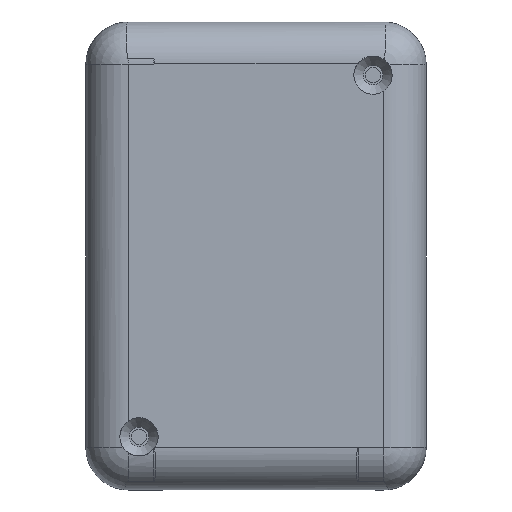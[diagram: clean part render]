
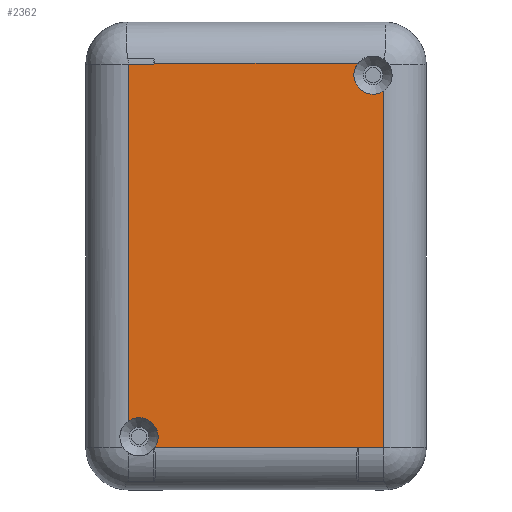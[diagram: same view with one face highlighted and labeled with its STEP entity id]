
A CAD part, front view. The second image highlights one B-rep face of the part: STEP entity #2362.
In plain terms, the highlighted face is planar.
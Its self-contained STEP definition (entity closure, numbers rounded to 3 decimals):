
#43=B_SPLINE_CURVE_WITH_KNOTS($,3,(#3813,#3814,#3815,#3816,#3817),
 .UNSPECIFIED.,.F.,.F.,(4,1,4),(0.,0.5,1.),.UNSPECIFIED.);
#172=LINE($,#3799,#334);
#173=LINE($,#3801,#335);
#174=LINE($,#3803,#336);
#175=LINE($,#3805,#337);
#176=LINE($,#3809,#338);
#177=LINE($,#3811,#339);
#178=LINE($,#3819,#340);
#179=LINE($,#3821,#341);
#334=VECTOR($,#3099,30.33);
#335=VECTOR($,#3100,0.07);
#336=VECTOR($,#3101,3.81);
#337=VECTOR($,#3102,53.187);
#338=VECTOR($,#3105,0.09);
#339=VECTOR($,#3106,30.239);
#340=VECTOR($,#3107,3.81);
#341=VECTOR($,#3108,53.187);
#430=PLANE($,#2579);
#551=FACE_OUTER_BOUND($,#708,.T.);
#708=EDGE_LOOP($,(#1784,#1785,#1786,#1787,#1788,#1789,#1790,#1791,#1792,
#1793,#1794));
#866=CIRCLE($,#2580,2.858);
#867=CIRCLE($,#2581,2.858);
#1043=VERTEX_POINT($,#3797);
#1044=VERTEX_POINT($,#3798);
#1045=VERTEX_POINT($,#3800);
#1046=VERTEX_POINT($,#3802);
#1047=VERTEX_POINT($,#3804);
#1048=VERTEX_POINT($,#3806);
#1049=VERTEX_POINT($,#3808);
#1050=VERTEX_POINT($,#3810);
#1051=VERTEX_POINT($,#3812);
#1052=VERTEX_POINT($,#3818);
#1053=VERTEX_POINT($,#3820);
#1307=EDGE_CURVE($,#1043,#1044,#172,.T.);
#1308=EDGE_CURVE($,#1045,#1043,#173,.T.);
#1309=EDGE_CURVE($,#1046,#1045,#174,.T.);
#1310=EDGE_CURVE($,#1047,#1046,#175,.T.);
#1311=EDGE_CURVE($,#1047,#1048,#866,.T.);
#1312=EDGE_CURVE($,#1048,#1049,#176,.T.);
#1313=EDGE_CURVE($,#1049,#1050,#177,.T.);
#1314=EDGE_CURVE($,#1051,#1050,#43,.T.);
#1315=EDGE_CURVE($,#1052,#1051,#178,.T.);
#1316=EDGE_CURVE($,#1053,#1052,#179,.T.);
#1317=EDGE_CURVE($,#1053,#1044,#867,.T.);
#1784=ORIENTED_EDGE($,*,*,#1307,.F.);
#1785=ORIENTED_EDGE($,*,*,#1308,.F.);
#1786=ORIENTED_EDGE($,*,*,#1309,.F.);
#1787=ORIENTED_EDGE($,*,*,#1310,.F.);
#1788=ORIENTED_EDGE($,*,*,#1311,.T.);
#1789=ORIENTED_EDGE($,*,*,#1312,.T.);
#1790=ORIENTED_EDGE($,*,*,#1313,.T.);
#1791=ORIENTED_EDGE($,*,*,#1314,.F.);
#1792=ORIENTED_EDGE($,*,*,#1315,.F.);
#1793=ORIENTED_EDGE($,*,*,#1316,.F.);
#1794=ORIENTED_EDGE($,*,*,#1317,.T.);
#2362=ADVANCED_FACE($,(#551),#430,.F.);
#2579=AXIS2_PLACEMENT_3D($,#3796,#3097,#3098);
#2580=AXIS2_PLACEMENT_3D($,#3807,#3103,#3104);
#2581=AXIS2_PLACEMENT_3D($,#3822,#3109,#3110);
#3097=DIRECTION('center_axis',(0.,0.,1.));
#3098=DIRECTION('ref_axis',(1.,0.,0.));
#3099=DIRECTION($,(0.,1.,0.));
#3100=DIRECTION($,(0.845,0.535,0.));
#3101=DIRECTION($,(0.,1.,0.));
#3102=DIRECTION($,(1.,0.,0.));
#3103=DIRECTION('center_axis',(0.,0.,1.));
#3104=DIRECTION('ref_axis',(1.,0.,0.));
#3105=DIRECTION($,(-0.845,0.534,0.));
#3106=DIRECTION($,(0.,1.,0.));
#3107=DIRECTION($,(0.,-1.,0.));
#3108=DIRECTION($,(-1.,0.,0.));
#3109=DIRECTION('center_axis',(0.,0.,1.));
#3110=DIRECTION('ref_axis',(-1.,0.,0.));
#3796=CARTESIAN_POINT('Origin',(125.805,90.892,0.));
#3797=CARTESIAN_POINT('',(154.44,75.69,0.));
#3798=CARTESIAN_POINT('',(154.44,106.02,0.));
#3799=CARTESIAN_POINT($,(154.44,75.69,0.));
#3800=CARTESIAN_POINT('',(154.38,75.652,0.));
#3801=CARTESIAN_POINT($,(154.38,75.652,0.));
#3802=CARTESIAN_POINT('',(154.38,71.842,0.));
#3803=CARTESIAN_POINT($,(154.38,71.842,0.));
#3804=CARTESIAN_POINT('',(101.194,71.842,0.));
#3805=CARTESIAN_POINT($,(101.194,71.842,0.));
#3806=CARTESIAN_POINT('',(97.116,75.725,0.));
#3807=CARTESIAN_POINT('Origin',(98.818,73.43,0.));
#3808=CARTESIAN_POINT('',(97.04,75.773,0.));
#3809=CARTESIAN_POINT($,(97.116,75.725,0.));
#3810=CARTESIAN_POINT('',(97.04,106.012,0.));
#3811=CARTESIAN_POINT($,(97.04,75.773,0.));
#3812=CARTESIAN_POINT('',(97.23,106.132,0.));
#3813=CARTESIAN_POINT('Ctrl Pts',(97.23,106.132,0.));
#3814=CARTESIAN_POINT('Ctrl Pts',(97.198,106.112,0.));
#3815=CARTESIAN_POINT('Ctrl Pts',(97.135,106.072,0.));
#3816=CARTESIAN_POINT('Ctrl Pts',(97.071,106.032,0.));
#3817=CARTESIAN_POINT('Ctrl Pts',(97.04,106.012,0.));
#3818=CARTESIAN_POINT('',(97.23,109.942,0.));
#3819=CARTESIAN_POINT($,(97.23,109.942,0.));
#3820=CARTESIAN_POINT('',(150.417,109.942,0.));
#3821=CARTESIAN_POINT($,(150.417,109.942,0.));
#3822=CARTESIAN_POINT('Origin',(152.793,108.355,0.));
